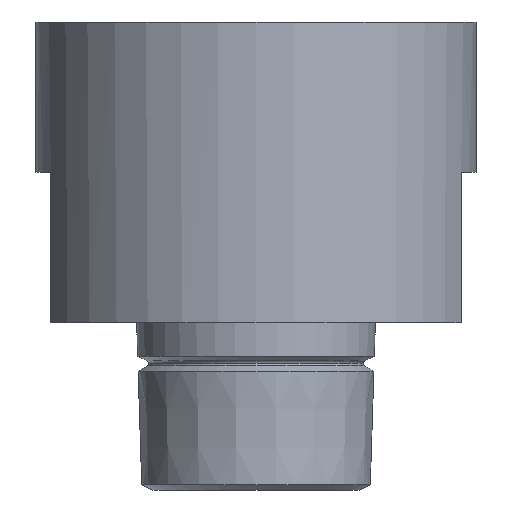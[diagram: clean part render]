
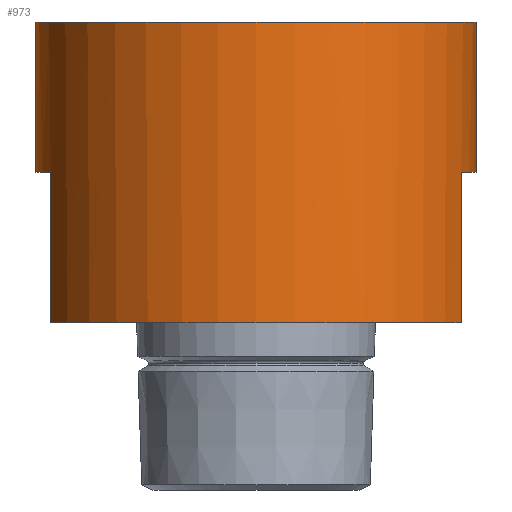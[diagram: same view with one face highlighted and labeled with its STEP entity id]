
A CAD part, front view. The second image highlights one B-rep face of the part: STEP entity #973.
In plain terms, the highlighted cylindrical face has radius 19.75 mm (diameter 39.5 mm), a partial arc.
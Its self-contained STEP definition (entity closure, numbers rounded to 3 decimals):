
#7 = DIRECTION ( 'NONE',  ( 1., 0., 0. ) ) ;
#14 = DIRECTION ( 'NONE',  ( 0., 0., 1. ) ) ;
#15 = AXIS2_PLACEMENT_3D ( 'NONE', #23, #14, #7 ) ;
#20 = FACE_OUTER_BOUND ( 'NONE', #627, .T. ) ;
#23 = CARTESIAN_POINT ( 'NONE',  ( 0., 0., 21. ) ) ;
#24 = CYLINDRICAL_SURFACE ( 'NONE', #15, 19.75 ) ;
#59 = CARTESIAN_POINT ( 'NONE',  ( 19.75, 0., 7.5 ) ) ;
#62 = CIRCLE ( 'NONE', #99, 19.75 ) ;
#96 = DIRECTION ( 'NONE',  ( 1., 0., 0. ) ) ;
#97 = DIRECTION ( 'NONE',  ( 0., 0., 1. ) ) ;
#98 = CARTESIAN_POINT ( 'NONE',  ( 0., 0., 21. ) ) ;
#99 = AXIS2_PLACEMENT_3D ( 'NONE', #98, #97, #96 ) ;
#261 = DIRECTION ( 'NONE',  ( 1., 0., 0. ) ) ;
#262 = DIRECTION ( 'NONE',  ( 0., 0., 1. ) ) ;
#263 = CARTESIAN_POINT ( 'NONE',  ( 0., 0., 7.5 ) ) ;
#264 = AXIS2_PLACEMENT_3D ( 'NONE', #263, #262, #261 ) ;
#265 = CIRCLE ( 'NONE', #264, 19.75 ) ;
#289 = DIRECTION ( 'NONE',  ( 1., 0., 0. ) ) ;
#290 = DIRECTION ( 'NONE',  ( 0., 0., 1. ) ) ;
#291 = CARTESIAN_POINT ( 'NONE',  ( 0., 0., 7.5 ) ) ;
#292 = AXIS2_PLACEMENT_3D ( 'NONE', #291, #290, #289 ) ;
#293 = CIRCLE ( 'NONE', #292, 19.75 ) ;
#310 = CARTESIAN_POINT ( 'NONE',  ( -18.417, -7.132, -6. ) ) ;
#318 = CARTESIAN_POINT ( 'NONE',  ( 0., 0., -6. ) ) ;
#319 = CIRCLE ( 'NONE', #333, 19.75 ) ;
#327 = DIRECTION ( 'NONE',  ( 0., 0., 1. ) ) ;
#328 = VECTOR ( 'NONE', #327, 1000. ) ;
#329 = CARTESIAN_POINT ( 'NONE',  ( 18.417, -7.132, -21. ) ) ;
#330 = VECTOR ( 'NONE', #335, 1000. ) ;
#331 = DIRECTION ( 'NONE',  ( 1., 0., 0. ) ) ;
#332 = DIRECTION ( 'NONE',  ( 0., 0., 1. ) ) ;
#333 = AXIS2_PLACEMENT_3D ( 'NONE', #318, #332, #331 ) ;
#334 = CARTESIAN_POINT ( 'NONE',  ( 18.417, -7.132, -6. ) ) ;
#335 = DIRECTION ( 'NONE',  ( 0., 0., 1. ) ) ;
#336 = CARTESIAN_POINT ( 'NONE',  ( -18.417, -7.132, -21. ) ) ;
#337 = LINE ( 'NONE', #336, #330 ) ;
#338 = CARTESIAN_POINT ( 'NONE',  ( 18.417, -7.132, 7.5 ) ) ;
#339 = LINE ( 'NONE', #329, #328 ) ;
#346 = CARTESIAN_POINT ( 'NONE',  ( -18.417, -7.132, 7.5 ) ) ;
#456 = EDGE_CURVE ( 'NONE', #535, #465, #828, .T. ) ;
#460 = VERTEX_POINT ( 'NONE', #807 ) ;
#463 = VERTEX_POINT ( 'NONE', #823 ) ;
#464 = EDGE_CURVE ( 'NONE', #460, #463, #822, .T. ) ;
#465 = VERTEX_POINT ( 'NONE', #818 ) ;
#535 = VERTEX_POINT ( 'NONE', #59 ) ;
#536 = ORIENTED_EDGE ( 'NONE', *, *, #578, .F. ) ;
#578 = EDGE_CURVE ( 'NONE', #463, #465, #62, .T. ) ;
#625 = ORIENTED_EDGE ( 'NONE', *, *, #464, .F. ) ;
#626 = ORIENTED_EDGE ( 'NONE', *, *, #637, .T. ) ;
#627 = EDGE_LOOP ( 'NONE', ( #625, #626, #633, #648, #642, #634, #647, #536 ) ) ;
#632 = VERTEX_POINT ( 'NONE', #310 ) ;
#633 = ORIENTED_EDGE ( 'NONE', *, *, #645, .F. ) ;
#634 = ORIENTED_EDGE ( 'NONE', *, *, #636, .T. ) ;
#636 = EDGE_CURVE ( 'NONE', #646, #535, #265, .T. ) ;
#637 = EDGE_CURVE ( 'NONE', #460, #652, #293, .T. ) ;
#641 = VERTEX_POINT ( 'NONE', #334 ) ;
#642 = ORIENTED_EDGE ( 'NONE', *, *, #643, .T. ) ;
#643 = EDGE_CURVE ( 'NONE', #641, #646, #339, .T. ) ;
#645 = EDGE_CURVE ( 'NONE', #632, #652, #337, .T. ) ;
#646 = VERTEX_POINT ( 'NONE', #338 ) ;
#647 = ORIENTED_EDGE ( 'NONE', *, *, #456, .T. ) ;
#648 = ORIENTED_EDGE ( 'NONE', *, *, #649, .T. ) ;
#649 = EDGE_CURVE ( 'NONE', #632, #641, #319, .T. ) ;
#652 = VERTEX_POINT ( 'NONE', #346 ) ;
#807 = CARTESIAN_POINT ( 'NONE',  ( -19.75, 0., 7.5 ) ) ;
#818 = CARTESIAN_POINT ( 'NONE',  ( 19.75, 0., 21. ) ) ;
#819 = DIRECTION ( 'NONE',  ( 0., 0., 1. ) ) ;
#820 = VECTOR ( 'NONE', #819, 1000. ) ;
#821 = CARTESIAN_POINT ( 'NONE',  ( -19.75, 0., 21. ) ) ;
#822 = LINE ( 'NONE', #821, #820 ) ;
#823 = CARTESIAN_POINT ( 'NONE',  ( -19.75, 0., 21. ) ) ;
#827 = CARTESIAN_POINT ( 'NONE',  ( 19.75, 0., 21. ) ) ;
#828 = LINE ( 'NONE', #827, #836 ) ;
#835 = DIRECTION ( 'NONE',  ( 0., 0., 1. ) ) ;
#836 = VECTOR ( 'NONE', #835, 1000. ) ;
#973 = ADVANCED_FACE ( 'NONE', ( #20 ), #24, .T. ) ;
